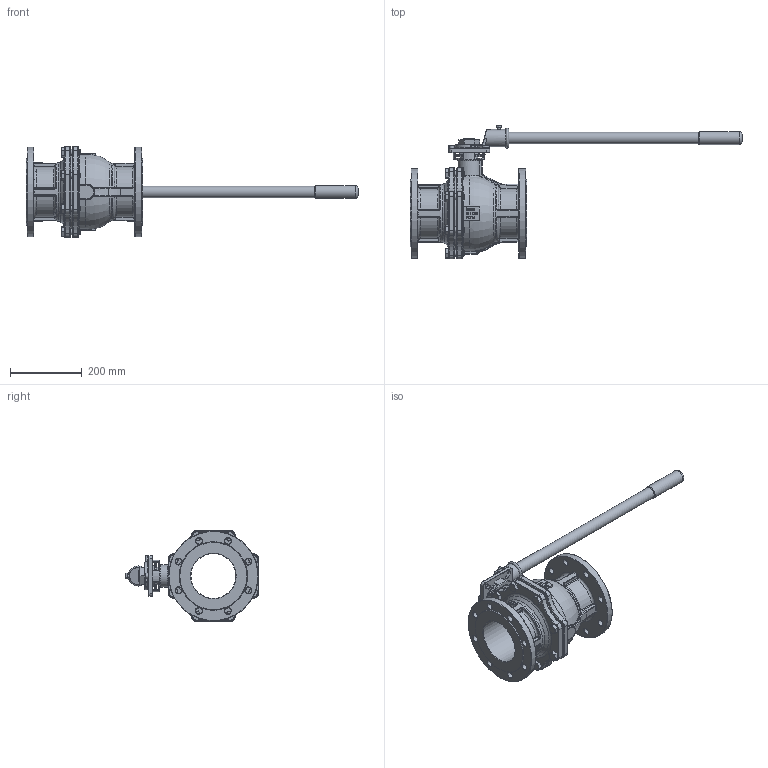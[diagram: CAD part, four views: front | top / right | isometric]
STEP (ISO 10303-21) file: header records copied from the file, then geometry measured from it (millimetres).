
FILE_DESCRIPTION (( 'STEP AP214' ), '1' );
FILE_NAME ('FK-500-000-4 Flanschkugelhahn 1907.STEP', '2019-07-18T12:14:50', ( '' ), ( '' ), 'SwSTEP 2.0', 'SolidWorks 2016', '' );
FILE_SCHEMA (( 'AUTOMOTIVE_DESIGN' ));
Length unit declared in the file: millimetre
Products named in the file (1): FK-500-000-4 Flanschkugelhahn 1907
Bounding box: 925 x 372.33 x 253 mm (x, y, z)
Volume: 6532967.7 mm3; surface area: 701075.7 mm2
Topology: 1 solids, 2 shells, 1446 faces, 3607 edges, 2208 vertices
Faces by surface type: plane 435, cylinder 327, bspline 313, torus 234, cone 127, sphere 10
Full cylindrical faces by diameter (mm): 8 x1, 11.99 x1, 14 x1, 16 x16, 18 x16, 28 x1, 32 x1, 36 x1, 48 x1, 50 x4, 80 x1, 88 x1, 125 x1, 162 x1, 220 x1, 250 x2
Entity records: 64436 total; most frequent: CARTESIAN_POINT 29229, ORIENTED_EDGE 6766, DIRECTION 6015, EDGE_CURVE 3383, AXIS2_PLACEMENT_3D 2325, VERTEX_POINT 2126, EDGE_LOOP 1699, FACE_OUTER_BOUND 1525
